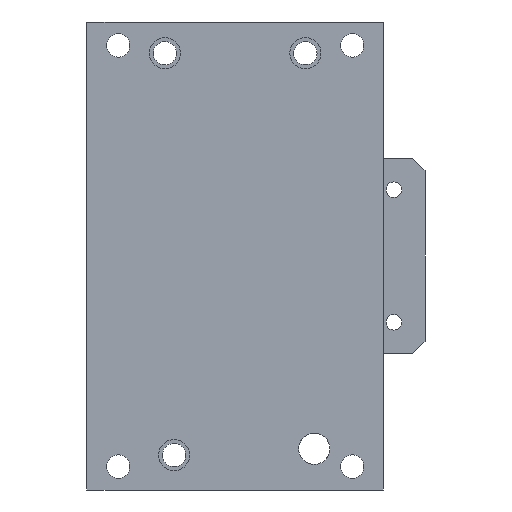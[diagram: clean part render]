
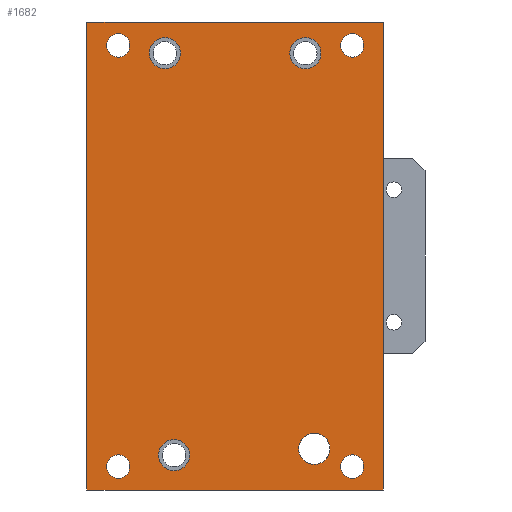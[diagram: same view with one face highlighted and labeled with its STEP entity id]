
A CAD part, front view. The second image highlights one B-rep face of the part: STEP entity #1682.
In plain terms, the highlighted planar face has unit normal (0, -1, 0).
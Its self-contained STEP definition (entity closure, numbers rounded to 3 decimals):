
#64=FACE_BOUND('',#335,.T.);
#65=FACE_BOUND('',#336,.T.);
#66=FACE_BOUND('',#337,.T.);
#67=FACE_BOUND('',#338,.T.);
#68=FACE_BOUND('',#339,.T.);
#69=FACE_BOUND('',#340,.T.);
#70=FACE_BOUND('',#341,.T.);
#71=FACE_BOUND('',#342,.T.);
#110=CIRCLE('',#1835,2.);
#111=CIRCLE('',#1837,2.);
#112=CIRCLE('',#1839,2.);
#113=CIRCLE('',#1841,2.);
#114=CIRCLE('',#1843,1.5);
#115=CIRCLE('',#1844,1.5);
#116=CIRCLE('',#1845,1.5);
#117=CIRCLE('',#1846,1.5);
#218=FACE_OUTER_BOUND('',#334,.T.);
#334=EDGE_LOOP('',(#1487,#1488,#1489,#1490));
#335=EDGE_LOOP('',(#1491));
#336=EDGE_LOOP('',(#1492));
#337=EDGE_LOOP('',(#1493));
#338=EDGE_LOOP('',(#1494));
#339=EDGE_LOOP('',(#1495));
#340=EDGE_LOOP('',(#1496));
#341=EDGE_LOOP('',(#1497));
#342=EDGE_LOOP('',(#1498));
#519=LINE('',#2749,#699);
#520=LINE('',#2751,#700);
#521=LINE('',#2753,#701);
#522=LINE('',#2754,#702);
#699=VECTOR('',#2273,10.);
#700=VECTOR('',#2274,10.);
#701=VECTOR('',#2275,10.);
#702=VECTOR('',#2276,10.);
#849=VERTEX_POINT('',#2731);
#850=VERTEX_POINT('',#2735);
#851=VERTEX_POINT('',#2739);
#852=VERTEX_POINT('',#2743);
#853=VERTEX_POINT('',#2747);
#854=VERTEX_POINT('',#2748);
#855=VERTEX_POINT('',#2750);
#856=VERTEX_POINT('',#2752);
#857=VERTEX_POINT('',#2755);
#858=VERTEX_POINT('',#2757);
#859=VERTEX_POINT('',#2759);
#860=VERTEX_POINT('',#2761);
#1064=EDGE_CURVE('',#849,#849,#110,.T.);
#1066=EDGE_CURVE('',#850,#850,#111,.T.);
#1068=EDGE_CURVE('',#851,#851,#112,.T.);
#1070=EDGE_CURVE('',#852,#852,#113,.T.);
#1071=EDGE_CURVE('',#853,#854,#519,.T.);
#1072=EDGE_CURVE('',#854,#855,#520,.T.);
#1073=EDGE_CURVE('',#855,#856,#521,.T.);
#1074=EDGE_CURVE('',#856,#853,#522,.T.);
#1075=EDGE_CURVE('',#857,#857,#114,.T.);
#1076=EDGE_CURVE('',#858,#858,#115,.T.);
#1077=EDGE_CURVE('',#859,#859,#116,.T.);
#1078=EDGE_CURVE('',#860,#860,#117,.T.);
#1487=ORIENTED_EDGE('',*,*,#1071,.T.);
#1488=ORIENTED_EDGE('',*,*,#1072,.T.);
#1489=ORIENTED_EDGE('',*,*,#1073,.T.);
#1490=ORIENTED_EDGE('',*,*,#1074,.T.);
#1491=ORIENTED_EDGE('',*,*,#1064,.T.);
#1492=ORIENTED_EDGE('',*,*,#1066,.T.);
#1493=ORIENTED_EDGE('',*,*,#1068,.T.);
#1494=ORIENTED_EDGE('',*,*,#1070,.T.);
#1495=ORIENTED_EDGE('',*,*,#1075,.T.);
#1496=ORIENTED_EDGE('',*,*,#1076,.T.);
#1497=ORIENTED_EDGE('',*,*,#1077,.T.);
#1498=ORIENTED_EDGE('',*,*,#1078,.T.);
#1599=PLANE('',#1842);
#1682=ADVANCED_FACE('',(#218,#64,#65,#66,#67,#68,#69,#70,#71),#1599,.F.);
#1835=AXIS2_PLACEMENT_3D('',#2733,#2254,#2255);
#1837=AXIS2_PLACEMENT_3D('',#2737,#2259,#2260);
#1839=AXIS2_PLACEMENT_3D('',#2741,#2264,#2265);
#1841=AXIS2_PLACEMENT_3D('',#2745,#2269,#2270);
#1842=AXIS2_PLACEMENT_3D('',#2746,#2271,#2272);
#1843=AXIS2_PLACEMENT_3D('',#2756,#2277,#2278);
#1844=AXIS2_PLACEMENT_3D('',#2758,#2279,#2280);
#1845=AXIS2_PLACEMENT_3D('',#2760,#2281,#2282);
#1846=AXIS2_PLACEMENT_3D('',#2762,#2283,#2284);
#2254=DIRECTION('center_axis',(0.,1.,0.));
#2255=DIRECTION('ref_axis',(-1.,0.,0.));
#2259=DIRECTION('center_axis',(0.,1.,0.));
#2260=DIRECTION('ref_axis',(-1.,0.,0.));
#2264=DIRECTION('center_axis',(0.,1.,0.));
#2265=DIRECTION('ref_axis',(-1.,0.,0.));
#2269=DIRECTION('center_axis',(0.,1.,0.));
#2270=DIRECTION('ref_axis',(-1.,0.,0.));
#2271=DIRECTION('center_axis',(0.,1.,0.));
#2272=DIRECTION('ref_axis',(-1.,0.,0.));
#2273=DIRECTION('',(-1.,0.,0.));
#2274=DIRECTION('',(0.,0.,-1.));
#2275=DIRECTION('',(1.,0.,0.));
#2276=DIRECTION('',(0.,0.,1.));
#2277=DIRECTION('center_axis',(0.,1.,0.));
#2278=DIRECTION('ref_axis',(-1.,0.,0.));
#2279=DIRECTION('center_axis',(0.,1.,0.));
#2280=DIRECTION('ref_axis',(-1.,0.,0.));
#2281=DIRECTION('center_axis',(0.,1.,0.));
#2282=DIRECTION('ref_axis',(-1.,0.,0.));
#2283=DIRECTION('center_axis',(0.,1.,0.));
#2284=DIRECTION('ref_axis',(-1.,0.,0.));
#2731=CARTESIAN_POINT('',(43.162,-9.294,435.955));
#2733=CARTESIAN_POINT('Origin',(41.162,-9.294,435.955));
#2735=CARTESIAN_POINT('',(60.,-9.294,487.477));
#2737=CARTESIAN_POINT('Origin',(58.,-9.294,487.477));
#2739=CARTESIAN_POINT('',(61.144,-9.294,436.766));
#2741=CARTESIAN_POINT('Origin',(59.144,-9.294,436.766));
#2743=CARTESIAN_POINT('',(42.,-9.294,487.477));
#2745=CARTESIAN_POINT('Origin',(40.,-9.294,487.477));
#2746=CARTESIAN_POINT('Origin',(49.,-9.294,461.477));
#2747=CARTESIAN_POINT('',(68.,-9.294,491.477));
#2748=CARTESIAN_POINT('',(30.,-9.294,491.477));
#2749=CARTESIAN_POINT('',(30.,-9.294,491.477));
#2750=CARTESIAN_POINT('',(30.,-9.294,431.477));
#2751=CARTESIAN_POINT('',(30.,-9.294,431.477));
#2752=CARTESIAN_POINT('',(68.,-9.294,431.477));
#2753=CARTESIAN_POINT('',(68.,-9.294,431.477));
#2754=CARTESIAN_POINT('',(68.,-9.294,491.477));
#2755=CARTESIAN_POINT('',(35.5,-9.294,488.477));
#2756=CARTESIAN_POINT('Origin',(34.,-9.294,488.477));
#2757=CARTESIAN_POINT('',(35.5,-9.294,434.477));
#2758=CARTESIAN_POINT('Origin',(34.,-9.294,434.477));
#2759=CARTESIAN_POINT('',(65.5,-9.294,488.477));
#2760=CARTESIAN_POINT('Origin',(64.,-9.294,488.477));
#2761=CARTESIAN_POINT('',(65.5,-9.294,434.477));
#2762=CARTESIAN_POINT('Origin',(64.,-9.294,434.477));
